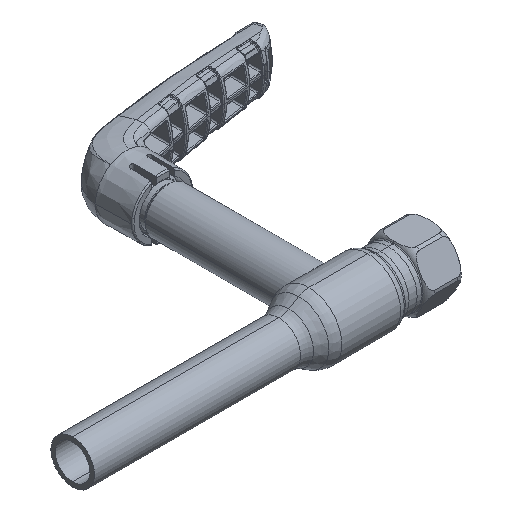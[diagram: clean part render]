
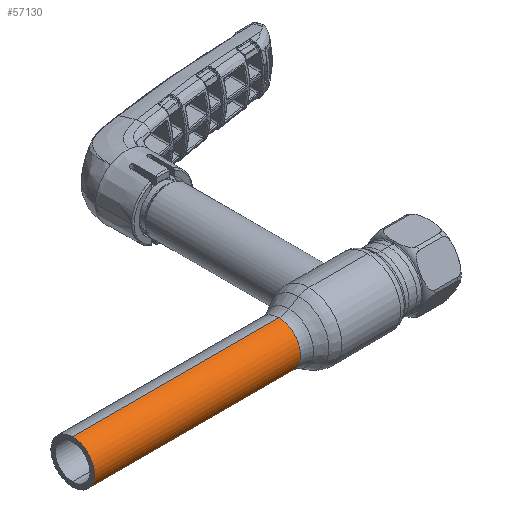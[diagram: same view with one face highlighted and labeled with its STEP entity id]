
A CAD part, isometric view. The second image highlights one B-rep face of the part: STEP entity #57130.
In plain terms, the highlighted cylindrical face has radius 8.6 mm (diameter 17.2 mm), a partial arc.
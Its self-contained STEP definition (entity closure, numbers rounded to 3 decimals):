
#60 = FACE_OUTER_BOUND ( 'NONE', #4032, .T. ) ;
#1019 = ORIENTED_EDGE ( 'NONE', *, *, #66163, .T. ) ;
#4032 = EDGE_LOOP ( 'NONE', ( #5189, #1019, #37113, #48614 ) ) ;
#5141 = CYLINDRICAL_SURFACE ( 'NONE', #43146, 8.6 ) ;
#5189 = ORIENTED_EDGE ( 'NONE', *, *, #29993, .F. ) ;
#6362 = VERTEX_POINT ( 'NONE', #21883 ) ;
#12362 = LINE ( 'NONE', #44184, #16782 ) ;
#13631 = CARTESIAN_POINT ( 'NONE',  ( -62.69, 0., -8.6 ) ) ;
#15157 = CARTESIAN_POINT ( 'NONE',  ( -105., 0., 8.6 ) ) ;
#16057 = CARTESIAN_POINT ( 'NONE',  ( -23.515, 0., 8.6 ) ) ;
#16782 = VECTOR ( 'NONE', #63785, 1000. ) ;
#17268 = DIRECTION ( 'NONE',  ( -1., 0., 0. ) ) ;
#21353 = DIRECTION ( 'NONE',  ( 0., 0., 1. ) ) ;
#21783 = CARTESIAN_POINT ( 'NONE',  ( -105., 0., -8.6 ) ) ;
#21883 = CARTESIAN_POINT ( 'NONE',  ( -23.515, 0., -8.6 ) ) ;
#21896 = AXIS2_PLACEMENT_3D ( 'NONE', #62492, #52657, #46615 ) ;
#23474 = VERTEX_POINT ( 'NONE', #16057 ) ;
#25836 = CARTESIAN_POINT ( 'NONE',  ( -62.69, 0., 0. ) ) ;
#26895 = VECTOR ( 'NONE', #53582, 1000. ) ;
#29993 = EDGE_CURVE ( 'NONE', #6362, #61219, #54910, .T. ) ;
#33837 = CIRCLE ( 'NONE', #21896, 8.6 ) ;
#37113 = ORIENTED_EDGE ( 'NONE', *, *, #43113, .T. ) ;
#37293 = DIRECTION ( 'NONE',  ( -1., 0., 0. ) ) ;
#38904 = AXIS2_PLACEMENT_3D ( 'NONE', #62971, #17268, #21353 ) ;
#41365 = VERTEX_POINT ( 'NONE', #15157 ) ;
#43113 = EDGE_CURVE ( 'NONE', #23474, #41365, #12362, .T. ) ;
#43146 = AXIS2_PLACEMENT_3D ( 'NONE', #25836, #37293, #51854 ) ;
#44184 = CARTESIAN_POINT ( 'NONE',  ( -62.69, 0., 8.6 ) ) ;
#44972 = EDGE_CURVE ( 'NONE', #61219, #41365, #33837, .T. ) ;
#46615 = DIRECTION ( 'NONE',  ( 0., 0., 1. ) ) ;
#48614 = ORIENTED_EDGE ( 'NONE', *, *, #44972, .F. ) ;
#51854 = DIRECTION ( 'NONE',  ( 0., 0., 1. ) ) ;
#52657 = DIRECTION ( 'NONE',  ( -1., 0., 0. ) ) ;
#53582 = DIRECTION ( 'NONE',  ( -1., 0., 0. ) ) ;
#54910 = LINE ( 'NONE', #13631, #26895 ) ;
#57130 = ADVANCED_FACE ( 'NONE', ( #60 ), #5141, .T. ) ;
#61219 = VERTEX_POINT ( 'NONE', #21783 ) ;
#62492 = CARTESIAN_POINT ( 'NONE',  ( -105., 0., 0. ) ) ;
#62971 = CARTESIAN_POINT ( 'NONE',  ( -23.515, 0., 0. ) ) ;
#63706 = CIRCLE ( 'NONE', #38904, 8.6 ) ;
#63785 = DIRECTION ( 'NONE',  ( -1., 0., 0. ) ) ;
#66163 = EDGE_CURVE ( 'NONE', #6362, #23474, #63706, .T. ) ;
